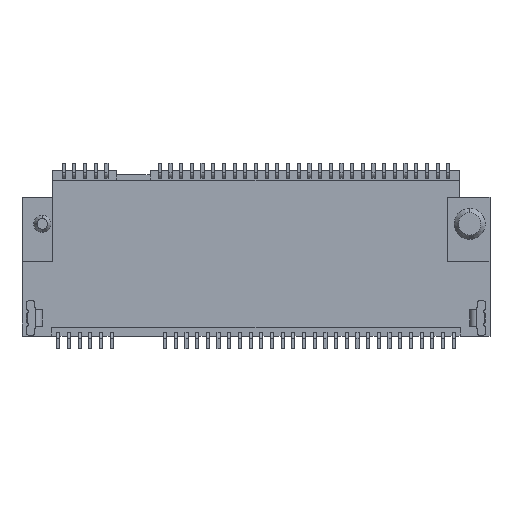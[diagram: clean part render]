
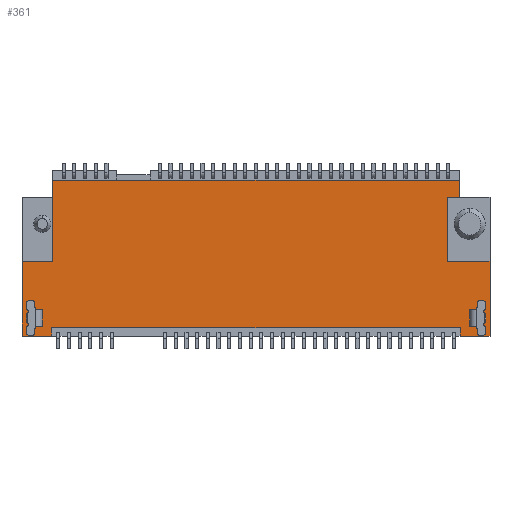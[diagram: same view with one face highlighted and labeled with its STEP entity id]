
A CAD part, front view. The second image highlights one B-rep face of the part: STEP entity #361.
In plain terms, the highlighted planar face has unit normal (0, -1, 0).
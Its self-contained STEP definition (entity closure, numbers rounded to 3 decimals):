
#361=ADVANCED_FACE('',(#2271,#2272,#2273),#2274,.T.);
#2271=FACE_OUTER_BOUND('',#5527,.T.);
#2272=FACE_BOUND('',#5528,.T.);
#2273=FACE_BOUND('',#5529,.T.);
#2274=PLANE('',#5530);
#5527=EDGE_LOOP('',(#11186,#11187,#11188,#11189,#11190,#11191,#11192,#11193,#11194,#11195,#11196,#11197,#11198,#11199,#11200));
#5528=EDGE_LOOP('',(#11201,#11202,#11203,#11204));
#5529=EDGE_LOOP('',(#11205,#11206,#11207,#11208));
#5530=AXIS2_PLACEMENT_3D('',#11209,#11210,#11211);
#11186=ORIENTED_EDGE('',*,*,#22559,.F.);
#11187=ORIENTED_EDGE('',*,*,#21867,.T.);
#11188=ORIENTED_EDGE('',*,*,#22560,.F.);
#11189=ORIENTED_EDGE('',*,*,#22561,.T.);
#11190=ORIENTED_EDGE('',*,*,#22562,.F.);
#11191=ORIENTED_EDGE('',*,*,#22563,.F.);
#11192=ORIENTED_EDGE('',*,*,#22564,.F.);
#11193=ORIENTED_EDGE('',*,*,#22565,.F.);
#11194=ORIENTED_EDGE('',*,*,#22566,.T.);
#11195=ORIENTED_EDGE('',*,*,#22567,.F.);
#11196=ORIENTED_EDGE('',*,*,#22568,.F.);
#11197=ORIENTED_EDGE('',*,*,#21273,.T.);
#11198=ORIENTED_EDGE('',*,*,#21854,.T.);
#11199=ORIENTED_EDGE('',*,*,#22558,.T.);
#11200=ORIENTED_EDGE('',*,*,#22569,.F.);
#11201=ORIENTED_EDGE('',*,*,#22570,.T.);
#11202=ORIENTED_EDGE('',*,*,#22571,.F.);
#11203=ORIENTED_EDGE('',*,*,#22572,.T.);
#11204=ORIENTED_EDGE('',*,*,#22573,.T.);
#11205=ORIENTED_EDGE('',*,*,#22574,.F.);
#11206=ORIENTED_EDGE('',*,*,#22575,.F.);
#11207=ORIENTED_EDGE('',*,*,#22576,.F.);
#11208=ORIENTED_EDGE('',*,*,#22577,.T.);
#11209=CARTESIAN_POINT('',(-10.95,-1.385,0.0));
#11210=DIRECTION('',(0.0,-1.0,0.0));
#11211=DIRECTION('',(0.0,0.0,-1.0));
#21273=EDGE_CURVE('',#25625,#25623,#25626,.T.);
#21854=EDGE_CURVE('',#25623,#26751,#26753,.T.);
#21867=EDGE_CURVE('',#26777,#26775,#26778,.T.);
#22558=EDGE_CURVE('',#26751,#27883,#27885,.T.);
#22559=EDGE_CURVE('',#26777,#27886,#27887,.T.);
#22560=EDGE_CURVE('',#27888,#26775,#27889,.T.);
#22561=EDGE_CURVE('',#27888,#27890,#27891,.T.);
#22562=EDGE_CURVE('',#27892,#27890,#27893,.T.);
#22563=EDGE_CURVE('',#27894,#27892,#27895,.T.);
#22564=EDGE_CURVE('',#27896,#27894,#27897,.T.);
#22565=EDGE_CURVE('',#27898,#27896,#27899,.T.);
#22566=EDGE_CURVE('',#27898,#27900,#27901,.T.);
#22567=EDGE_CURVE('',#27902,#27900,#27903,.T.);
#22568=EDGE_CURVE('',#25625,#27902,#27904,.T.);
#22569=EDGE_CURVE('',#27886,#27883,#27905,.T.);
#22570=EDGE_CURVE('',#27906,#27907,#27908,.T.);
#22571=EDGE_CURVE('',#27909,#27907,#27910,.T.);
#22572=EDGE_CURVE('',#27909,#27911,#27912,.T.);
#22573=EDGE_CURVE('',#27911,#27906,#27913,.T.);
#22574=EDGE_CURVE('',#27914,#27915,#27916,.T.);
#22575=EDGE_CURVE('',#27917,#27914,#27918,.T.);
#22576=EDGE_CURVE('',#27919,#27917,#27920,.T.);
#22577=EDGE_CURVE('',#27919,#27915,#27921,.T.);
#25623=VERTEX_POINT('',#32848);
#25625=VERTEX_POINT('',#32851);
#25626=LINE('',#32852,#32853);
#26751=VERTEX_POINT('',#34550);
#26753=LINE('',#34553,#34554);
#26775=VERTEX_POINT('',#34587);
#26777=VERTEX_POINT('',#34590);
#26778=LINE('',#34591,#34592);
#27883=VERTEX_POINT('',#36250);
#27885=LINE('',#36253,#36254);
#27886=VERTEX_POINT('',#36255);
#27887=LINE('',#36256,#36257);
#27888=VERTEX_POINT('',#36258);
#27889=LINE('',#36259,#36260);
#27890=VERTEX_POINT('',#36261);
#27891=LINE('',#36262,#36263);
#27892=VERTEX_POINT('',#36264);
#27893=LINE('',#36265,#36266);
#27894=VERTEX_POINT('',#36267);
#27895=LINE('',#36268,#36269);
#27896=VERTEX_POINT('',#36270);
#27897=LINE('',#36271,#36272);
#27898=VERTEX_POINT('',#36273);
#27899=LINE('',#36274,#36275);
#27900=VERTEX_POINT('',#36276);
#27901=LINE('',#36277,#36278);
#27902=VERTEX_POINT('',#36279);
#27903=LINE('',#36280,#36281);
#27904=LINE('',#36282,#36283);
#27905=LINE('',#36284,#36285);
#27906=VERTEX_POINT('',#36286);
#27907=VERTEX_POINT('',#36287);
#27908=LINE('',#36288,#36289);
#27909=VERTEX_POINT('',#36290);
#27910=LINE('',#36291,#36292);
#27911=VERTEX_POINT('',#36293);
#27912=LINE('',#36294,#36295);
#27913=LINE('',#36296,#36297);
#27914=VERTEX_POINT('',#36298);
#27915=VERTEX_POINT('',#36299);
#27916=LINE('',#36300,#36301);
#27917=VERTEX_POINT('',#36302);
#27918=LINE('',#36303,#36304);
#27919=VERTEX_POINT('',#36305);
#27920=LINE('',#36306,#36307);
#27921=LINE('',#36308,#36309);
#32848=CARTESIAN_POINT('',(-10.95,-1.385,-7.75));
#32851=CARTESIAN_POINT('',(-10.95,-1.385,-4.25));
#32852=CARTESIAN_POINT('',(-10.95,-1.385,-4.25));
#32853=VECTOR('',#43433,3.5);
#34550=CARTESIAN_POINT('',(-9.55,-1.385,-7.75));
#34553=CARTESIAN_POINT('',(-10.95,-1.385,-7.75));
#34554=VECTOR('',#44048,1.4);
#34587=CARTESIAN_POINT('',(10.95,-1.385,-7.75));
#34590=CARTESIAN_POINT('',(9.55,-1.385,-7.75));
#34591=CARTESIAN_POINT('',(9.55,-1.385,-7.75));
#34592=VECTOR('',#44061,1.4);
#36250=CARTESIAN_POINT('',(-9.55,-1.385,-7.35));
#36253=CARTESIAN_POINT('',(-9.55,-1.385,-7.75));
#36254=VECTOR('',#45024,0.4);
#36255=CARTESIAN_POINT('',(9.55,-1.385,-7.35));
#36256=CARTESIAN_POINT('',(9.55,-1.385,-7.75));
#36257=VECTOR('',#45025,0.4);
#36258=CARTESIAN_POINT('',(10.95,-1.385,-4.25));
#36259=CARTESIAN_POINT('',(10.95,-1.385,-4.25));
#36260=VECTOR('',#45026,3.5);
#36261=CARTESIAN_POINT('',(8.95,-1.385,-4.25));
#36262=CARTESIAN_POINT('',(10.95,-1.385,-4.25));
#36263=VECTOR('',#45027,2.0);
#36264=CARTESIAN_POINT('',(8.95,-1.385,-1.25));
#36265=CARTESIAN_POINT('',(8.95,-1.385,-1.25));
#36266=VECTOR('',#45028,3.0);
#36267=CARTESIAN_POINT('',(9.5,-1.385,-1.25));
#36268=CARTESIAN_POINT('',(9.5,-1.385,-1.25));
#36269=VECTOR('',#45029,0.55);
#36270=CARTESIAN_POINT('',(9.5,-1.385,-0.45));
#36271=CARTESIAN_POINT('',(9.5,-1.385,-0.45));
#36272=VECTOR('',#45030,0.8);
#36273=CARTESIAN_POINT('',(-9.5,-1.385,-0.45));
#36274=CARTESIAN_POINT('',(-9.5,-1.385,-0.45));
#36275=VECTOR('',#45031,19.0);
#36276=CARTESIAN_POINT('',(-9.5,-1.385,-1.25));
#36277=CARTESIAN_POINT('',(-9.5,-1.385,-0.45));
#36278=VECTOR('',#45032,0.8);
#36279=CARTESIAN_POINT('',(-9.5,-1.385,-4.25));
#36280=CARTESIAN_POINT('',(-9.5,-1.385,-4.25));
#36281=VECTOR('',#45033,3.0);
#36282=CARTESIAN_POINT('',(-10.95,-1.385,-4.25));
#36283=VECTOR('',#45034,1.45);
#36284=CARTESIAN_POINT('',(9.55,-1.385,-7.35));
#36285=VECTOR('',#45035,19.1);
#36286=CARTESIAN_POINT('',(10.0,-1.385,-6.52));
#36287=CARTESIAN_POINT('',(10.2,-1.385,-6.52));
#36288=CARTESIAN_POINT('',(10.0,-1.385,-6.52));
#36289=VECTOR('',#45036,0.2);
#36290=CARTESIAN_POINT('',(10.2,-1.385,-7.28));
#36291=CARTESIAN_POINT('',(10.2,-1.385,-7.28));
#36292=VECTOR('',#45037,0.76);
#36293=CARTESIAN_POINT('',(10.0,-1.385,-7.28));
#36294=CARTESIAN_POINT('',(10.2,-1.385,-7.28));
#36295=VECTOR('',#45038,0.2);
#36296=CARTESIAN_POINT('',(10.0,-1.385,-7.28));
#36297=VECTOR('',#45039,0.76);
#36298=CARTESIAN_POINT('',(-10.0,-1.385,-6.52));
#36299=CARTESIAN_POINT('',(-10.2,-1.385,-6.52));
#36300=CARTESIAN_POINT('',(-10.0,-1.385,-6.52));
#36301=VECTOR('',#45040,0.2);
#36302=CARTESIAN_POINT('',(-10.0,-1.385,-7.28));
#36303=CARTESIAN_POINT('',(-10.0,-1.385,-7.28));
#36304=VECTOR('',#45041,0.76);
#36305=CARTESIAN_POINT('',(-10.2,-1.385,-7.28));
#36306=CARTESIAN_POINT('',(-10.2,-1.385,-7.28));
#36307=VECTOR('',#45042,0.2);
#36308=CARTESIAN_POINT('',(-10.2,-1.385,-7.28));
#36309=VECTOR('',#45043,0.76);
#43433=DIRECTION('',(0.0,0.0,-1.0));
#44048=DIRECTION('',(1.0,0.0,0.0));
#44061=DIRECTION('',(1.0,0.0,0.0));
#45024=DIRECTION('',(0.0,0.0,1.0));
#45025=DIRECTION('',(0.0,0.0,1.0));
#45026=DIRECTION('',(0.0,0.0,-1.0));
#45027=DIRECTION('',(-1.0,0.0,0.0));
#45028=DIRECTION('',(0.0,0.0,-1.0));
#45029=DIRECTION('',(-1.0,0.0,0.0));
#45030=DIRECTION('',(0.0,0.0,-1.0));
#45031=DIRECTION('',(1.0,0.0,0.0));
#45032=DIRECTION('',(0.0,0.0,-1.0));
#45033=DIRECTION('',(0.0,0.0,1.0));
#45034=DIRECTION('',(1.0,0.0,0.0));
#45035=DIRECTION('',(-1.0,0.0,0.0));
#45036=DIRECTION('',(1.0,0.0,0.0));
#45037=DIRECTION('',(0.0,0.0,1.0));
#45038=DIRECTION('',(-1.0,0.0,0.0));
#45039=DIRECTION('',(0.0,0.0,1.0));
#45040=DIRECTION('',(-1.0,0.0,0.0));
#45041=DIRECTION('',(0.0,0.0,1.0));
#45042=DIRECTION('',(1.0,0.0,0.0));
#45043=DIRECTION('',(0.0,0.0,1.0));
